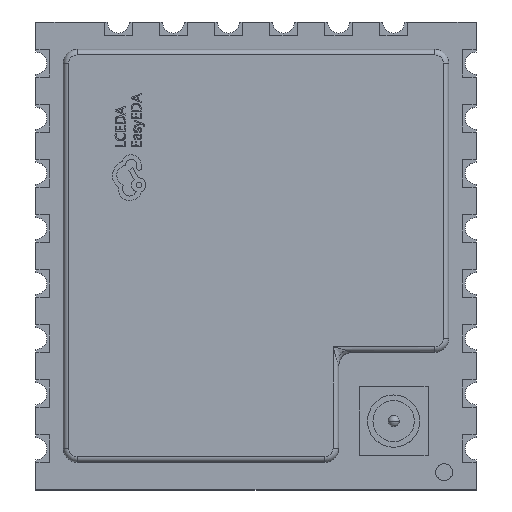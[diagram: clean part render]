
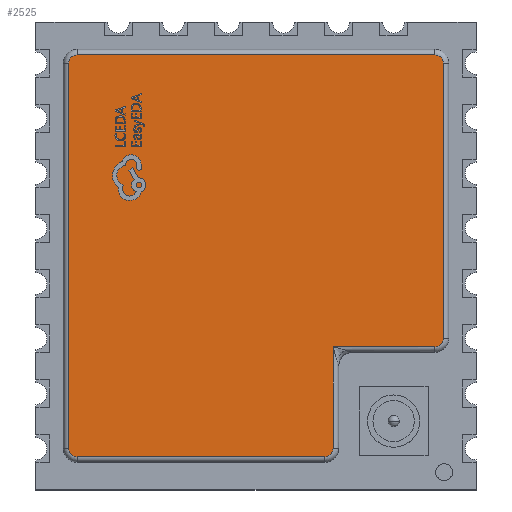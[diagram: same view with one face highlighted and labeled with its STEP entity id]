
A CAD part, top view. The second image highlights one B-rep face of the part: STEP entity #2525.
In plain terms, the highlighted planar face has unit normal (0, 0, 1).
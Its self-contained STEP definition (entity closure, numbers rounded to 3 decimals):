
#57 = ORIENTED_EDGE ( 'NONE', *, *, #2901, .T. ) ;
#1253 = DIRECTION ( 'NONE',  ( 1., 0., 0. ) ) ;
#1539 = VERTEX_POINT ( 'NONE', #17782 ) ;
#1606 = ORIENTED_EDGE ( 'NONE', *, *, #7391, .F. ) ;
#1609 = CARTESIAN_POINT ( 'NONE',  ( 6.5, 7.3, 3.2 ) ) ;
#1751 = CARTESIAN_POINT ( 'NONE',  ( -6.5, -7.3, 3.2 ) ) ;
#2193 = DIRECTION ( 'NONE',  ( -1., 0., 0. ) ) ;
#2207 = EDGE_CURVE ( 'NONE', #8080, #18528, #18012, .T. ) ;
#2259 = AXIS2_PLACEMENT_3D ( 'NONE', #4384, #8908, #17186 ) ;
#2376 = AXIS2_PLACEMENT_3D ( 'NONE', #9194, #13241, #17746 ) ;
#2525 = ADVANCED_FACE ( 'NONE', ( #4851 ), #13252, .T. ) ;
#2621 = DIRECTION ( 'NONE',  ( 1., 0., 0. ) ) ;
#2763 = DIRECTION ( 'NONE',  ( 0., 0., 1. ) ) ;
#2901 = EDGE_CURVE ( 'NONE', #9322, #15499, #20860, .T. ) ;
#3738 = DIRECTION ( 'NONE',  ( 0., 1., 0. ) ) ;
#4064 = AXIS2_PLACEMENT_3D ( 'NONE', #4801, #13353, #21955 ) ;
#4317 = VERTEX_POINT ( 'NONE', #7499 ) ;
#4384 = CARTESIAN_POINT ( 'NONE',  ( -6.5, 7., 3.2 ) ) ;
#4469 = CIRCLE ( 'NONE', #2259, 0.3 ) ;
#4801 = CARTESIAN_POINT ( 'NONE',  ( -6.5, -7., 3.2 ) ) ;
#4851 = FACE_OUTER_BOUND ( 'NONE', #19803, .T. ) ;
#5002 = AXIS2_PLACEMENT_3D ( 'NONE', #12303, #25185, #1253 ) ;
#5072 = DIRECTION ( 'NONE',  ( 1., 0., 0. ) ) ;
#5084 = LINE ( 'NONE', #22777, #14413 ) ;
#5467 = CARTESIAN_POINT ( 'NONE',  ( -6.8, -7.5, 3.2 ) ) ;
#5484 = ORIENTED_EDGE ( 'NONE', *, *, #17445, .T. ) ;
#5852 = CARTESIAN_POINT ( 'NONE',  ( 2.8, -3.5, 3.2 ) ) ;
#6069 = VECTOR ( 'NONE', #26807, 1000. ) ;
#6164 = EDGE_CURVE ( 'NONE', #8080, #26354, #11718, .T. ) ;
#6214 = VERTEX_POINT ( 'NONE', #10356 ) ;
#6362 = VERTEX_POINT ( 'NONE', #18603 ) ;
#7199 = EDGE_CURVE ( 'NONE', #21514, #1539, #19036, .T. ) ;
#7371 = CARTESIAN_POINT ( 'NONE',  ( 6.8, 7.5, 3.2 ) ) ;
#7391 = EDGE_CURVE ( 'NONE', #21514, #18528, #24877, .T. ) ;
#7499 = CARTESIAN_POINT ( 'NONE',  ( -6.8, -7., 3.2 ) ) ;
#7614 = VERTEX_POINT ( 'NONE', #1751 ) ;
#7771 = VECTOR ( 'NONE', #2193, 1000. ) ;
#8080 = VERTEX_POINT ( 'NONE', #23744 ) ;
#8686 = ORIENTED_EDGE ( 'NONE', *, *, #25793, .F. ) ;
#8782 = CARTESIAN_POINT ( 'NONE',  ( -7., 7.3, 3.2 ) ) ;
#8870 = EDGE_CURVE ( 'NONE', #7614, #4317, #18875, .T. ) ;
#8896 = ORIENTED_EDGE ( 'NONE', *, *, #23336, .T. ) ;
#8908 = DIRECTION ( 'NONE',  ( 0., 0., -1. ) ) ;
#9194 = CARTESIAN_POINT ( 'NONE',  ( 6.5, 7., 3.2 ) ) ;
#9270 = LINE ( 'NONE', #26499, #18788 ) ;
#9322 = VERTEX_POINT ( 'NONE', #15685 ) ;
#9437 = ORIENTED_EDGE ( 'NONE', *, *, #7199, .T. ) ;
#10356 = CARTESIAN_POINT ( 'NONE',  ( 2.5, -7.3, 3.2 ) ) ;
#10481 = ORIENTED_EDGE ( 'NONE', *, *, #8870, .F. ) ;
#10706 = VECTOR ( 'NONE', #3738, 1000. ) ;
#10978 = CARTESIAN_POINT ( 'NONE',  ( 6.5, -3.3, 3.2 ) ) ;
#11376 = AXIS2_PLACEMENT_3D ( 'NONE', #13444, #17532, #26186 ) ;
#11718 = CIRCLE ( 'NONE', #5002, 0.3 ) ;
#12303 = CARTESIAN_POINT ( 'NONE',  ( 6.5, -3., 3.2 ) ) ;
#13241 = DIRECTION ( 'NONE',  ( 0., 0., -1. ) ) ;
#13252 = PLANE ( 'NONE',  #26485 ) ;
#13353 = DIRECTION ( 'NONE',  ( 0., 0., -1. ) ) ;
#13444 = CARTESIAN_POINT ( 'NONE',  ( 2.5, -7., 3.2 ) ) ;
#14020 = DIRECTION ( 'NONE',  ( 0., -1., 0. ) ) ;
#14413 = VECTOR ( 'NONE', #20232, 1000. ) ;
#14700 = ORIENTED_EDGE ( 'NONE', *, *, #2207, .T. ) ;
#15499 = VERTEX_POINT ( 'NONE', #18240 ) ;
#15529 = CARTESIAN_POINT ( 'NONE',  ( 0., 0., 3.2 ) ) ;
#15685 = CARTESIAN_POINT ( 'NONE',  ( 2.8, -7., 3.2 ) ) ;
#16424 = VECTOR ( 'NONE', #14020, 1000. ) ;
#17186 = DIRECTION ( 'NONE',  ( 1., 0., 0. ) ) ;
#17445 = EDGE_CURVE ( 'NONE', #6362, #4317, #24782, .T. ) ;
#17532 = DIRECTION ( 'NONE',  ( 0., 0., -1. ) ) ;
#17746 = DIRECTION ( 'NONE',  ( 1., 0., 0. ) ) ;
#17782 = CARTESIAN_POINT ( 'NONE',  ( -6.5, 7.3, 3.2 ) ) ;
#18012 = LINE ( 'NONE', #7371, #6069 ) ;
#18240 = CARTESIAN_POINT ( 'NONE',  ( 2.8, -3.3, 3.2 ) ) ;
#18528 = VERTEX_POINT ( 'NONE', #25450 ) ;
#18603 = CARTESIAN_POINT ( 'NONE',  ( -6.8, 7., 3.2 ) ) ;
#18788 = VECTOR ( 'NONE', #5072, 1000. ) ;
#18875 = CIRCLE ( 'NONE', #4064, 0.3 ) ;
#19036 = LINE ( 'NONE', #8782, #7771 ) ;
#19803 = EDGE_LOOP ( 'NONE', ( #1606, #9437, #24184, #5484, #10481, #8896, #8686, #57, #24827, #24352, #14700 ) ) ;
#20232 = DIRECTION ( 'NONE',  ( 1., 0., 0. ) ) ;
#20860 = LINE ( 'NONE', #5852, #10706 ) ;
#21514 = VERTEX_POINT ( 'NONE', #1609 ) ;
#21955 = DIRECTION ( 'NONE',  ( 1., 0., 0. ) ) ;
#22153 = CIRCLE ( 'NONE', #11376, 0.3 ) ;
#22777 = CARTESIAN_POINT ( 'NONE',  ( 7., -3.3, 3.2 ) ) ;
#23336 = EDGE_CURVE ( 'NONE', #7614, #6214, #9270, .T. ) ;
#23744 = CARTESIAN_POINT ( 'NONE',  ( 6.8, -3., 3.2 ) ) ;
#23851 = EDGE_CURVE ( 'NONE', #6362, #1539, #4469, .T. ) ;
#24184 = ORIENTED_EDGE ( 'NONE', *, *, #23851, .F. ) ;
#24352 = ORIENTED_EDGE ( 'NONE', *, *, #6164, .F. ) ;
#24782 = LINE ( 'NONE', #5467, #16424 ) ;
#24827 = ORIENTED_EDGE ( 'NONE', *, *, #27339, .T. ) ;
#24877 = CIRCLE ( 'NONE', #2376, 0.3 ) ;
#25185 = DIRECTION ( 'NONE',  ( 0., 0., -1. ) ) ;
#25450 = CARTESIAN_POINT ( 'NONE',  ( 6.8, 7., 3.2 ) ) ;
#25793 = EDGE_CURVE ( 'NONE', #9322, #6214, #22153, .T. ) ;
#26186 = DIRECTION ( 'NONE',  ( 1., 0., 0. ) ) ;
#26354 = VERTEX_POINT ( 'NONE', #10978 ) ;
#26485 = AXIS2_PLACEMENT_3D ( 'NONE', #15529, #2763, #2621 ) ;
#26499 = CARTESIAN_POINT ( 'NONE',  ( 3., -7.3, 3.2 ) ) ;
#26807 = DIRECTION ( 'NONE',  ( 0., 1., 0. ) ) ;
#27339 = EDGE_CURVE ( 'NONE', #15499, #26354, #5084, .T. ) ;
